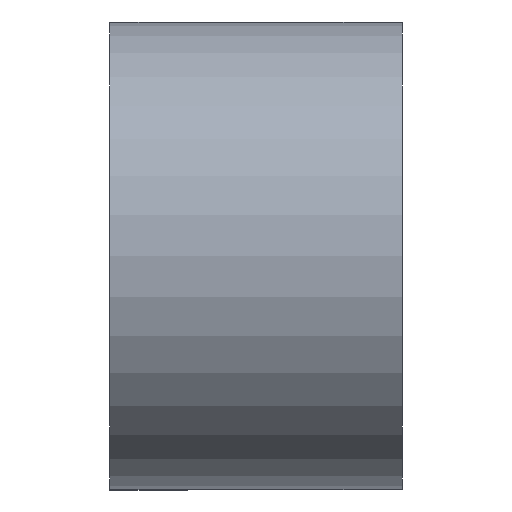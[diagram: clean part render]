
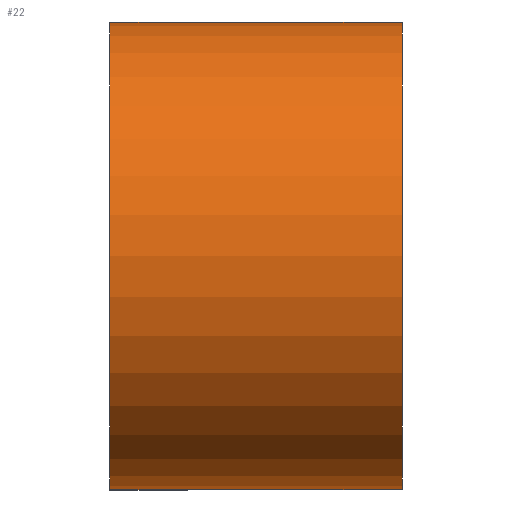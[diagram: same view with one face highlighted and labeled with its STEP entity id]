
A CAD part, left-side view. The second image highlights one B-rep face of the part: STEP entity #22.
In plain terms, the highlighted cylindrical face has radius 4 mm (diameter 8 mm), a partial arc.
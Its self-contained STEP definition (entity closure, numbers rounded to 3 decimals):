
#19 = VECTOR ( 'NONE', #90, 1000. ) ;
#22 = ADVANCED_FACE ( 'NONE', ( #276 ), #581, .T. ) ;
#45 = VECTOR ( 'NONE', #404, 1000. ) ;
#67 = ORIENTED_EDGE ( 'NONE', *, *, #691, .T. ) ;
#90 = DIRECTION ( 'NONE',  ( 0., -1., 0. ) ) ;
#107 = CIRCLE ( 'NONE', #991, 4. ) ;
#115 = DIRECTION ( 'NONE',  ( 0., 1., 0. ) ) ;
#163 = LINE ( 'NONE', #443, #874 ) ;
#169 = CARTESIAN_POINT ( 'NONE',  ( 0., 4., -4. ) ) ;
#174 = ORIENTED_EDGE ( 'NONE', *, *, #666, .F. ) ;
#182 = CARTESIAN_POINT ( 'NONE',  ( 0., 0., -4. ) ) ;
#184 = CARTESIAN_POINT ( 'NONE',  ( 0., 4., -4. ) ) ;
#187 = ORIENTED_EDGE ( 'NONE', *, *, #444, .F. ) ;
#216 = ORIENTED_EDGE ( 'NONE', *, *, #244, .T. ) ;
#244 = EDGE_CURVE ( 'NONE', #829, #536, #641, .T. ) ;
#256 = CARTESIAN_POINT ( 'NONE',  ( 0., 5., 0. ) ) ;
#276 = FACE_OUTER_BOUND ( 'NONE', #678, .T. ) ;
#292 = AXIS2_PLACEMENT_3D ( 'NONE', #865, #946, #559 ) ;
#328 = VECTOR ( 'NONE', #736, 1000. ) ;
#404 = DIRECTION ( 'NONE',  ( 0., -1., 0. ) ) ;
#443 = CARTESIAN_POINT ( 'NONE',  ( 0., 4., 4. ) ) ;
#444 = EDGE_CURVE ( 'NONE', #747, #610, #163, .T. ) ;
#536 = VERTEX_POINT ( 'NONE', #849 ) ;
#537 = DIRECTION ( 'NONE',  ( 0., 0., -1. ) ) ;
#559 = DIRECTION ( 'NONE',  ( 0., 0., 1. ) ) ;
#569 = CARTESIAN_POINT ( 'NONE',  ( 0., 5., 4. ) ) ;
#581 = CYLINDRICAL_SURFACE ( 'NONE', #901, 4. ) ;
#593 = CIRCLE ( 'NONE', #292, 4. ) ;
#610 = VERTEX_POINT ( 'NONE', #963 ) ;
#635 = CARTESIAN_POINT ( 'NONE',  ( 0., 4., 4. ) ) ;
#641 = LINE ( 'NONE', #184, #328 ) ;
#642 = EDGE_CURVE ( 'NONE', #536, #903, #675, .T. ) ;
#652 = CARTESIAN_POINT ( 'NONE',  ( 0., 4., 4. ) ) ;
#657 = CARTESIAN_POINT ( 'NONE',  ( 0., 5., -4. ) ) ;
#662 = ORIENTED_EDGE ( 'NONE', *, *, #906, .F. ) ;
#666 = EDGE_CURVE ( 'NONE', #788, #747, #710, .T. ) ;
#675 = LINE ( 'NONE', #169, #19 ) ;
#678 = EDGE_LOOP ( 'NONE', ( #174, #662, #216, #913, #67, #187 ) ) ;
#690 = DIRECTION ( 'NONE',  ( 0., -1., 0. ) ) ;
#691 = EDGE_CURVE ( 'NONE', #903, #610, #593, .T. ) ;
#702 = DIRECTION ( 'NONE',  ( 0., -1., 0. ) ) ;
#710 = LINE ( 'NONE', #652, #45 ) ;
#732 = DIRECTION ( 'NONE',  ( 0., 0., 1. ) ) ;
#736 = DIRECTION ( 'NONE',  ( 0., -1., 0. ) ) ;
#747 = VERTEX_POINT ( 'NONE', #635 ) ;
#770 = CARTESIAN_POINT ( 'NONE',  ( 0., 4., 0. ) ) ;
#788 = VERTEX_POINT ( 'NONE', #569 ) ;
#829 = VERTEX_POINT ( 'NONE', #657 ) ;
#849 = CARTESIAN_POINT ( 'NONE',  ( 0., 4., -4. ) ) ;
#865 = CARTESIAN_POINT ( 'NONE',  ( 0., 0., 0. ) ) ;
#874 = VECTOR ( 'NONE', #690, 1000. ) ;
#901 = AXIS2_PLACEMENT_3D ( 'NONE', #770, #702, #537 ) ;
#903 = VERTEX_POINT ( 'NONE', #182 ) ;
#906 = EDGE_CURVE ( 'NONE', #829, #788, #107, .T. ) ;
#913 = ORIENTED_EDGE ( 'NONE', *, *, #642, .T. ) ;
#946 = DIRECTION ( 'NONE',  ( 0., 1., 0. ) ) ;
#963 = CARTESIAN_POINT ( 'NONE',  ( 0., 0., 4. ) ) ;
#991 = AXIS2_PLACEMENT_3D ( 'NONE', #256, #115, #732 ) ;
